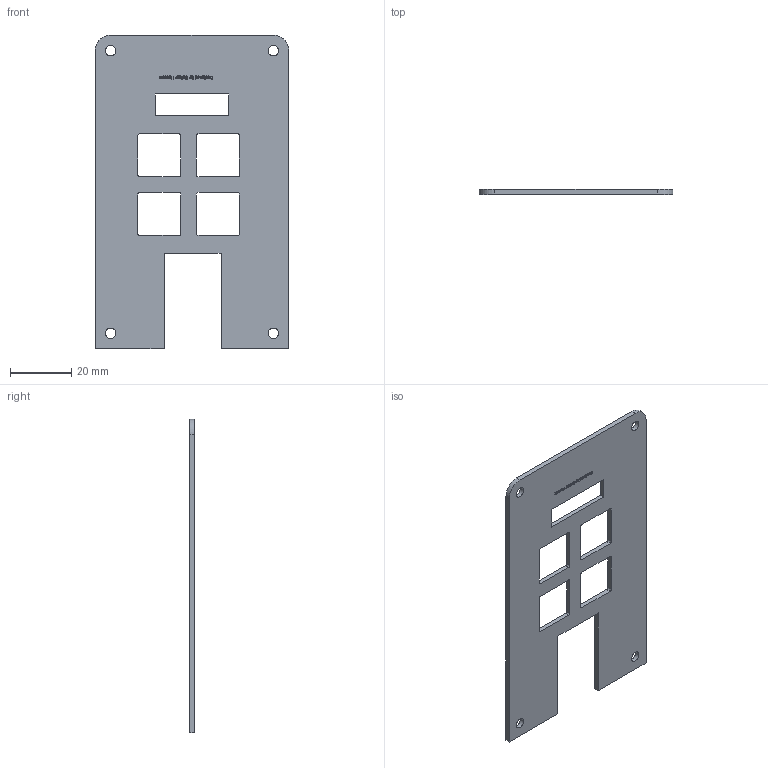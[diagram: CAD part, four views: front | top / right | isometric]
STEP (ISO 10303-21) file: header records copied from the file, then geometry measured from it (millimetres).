
FILE_DESCRIPTION(/* description */ (''),/* implementation_level */ '2;1');
FILE_NAME(/* name */ 'Top Case.step',/* time_stamp */ '2025-12-14T15:51:20+05:00',/* author */ (''),/* organization */ (''),/* preprocessor_version */ 'ST-DEVELOPER v20.1',/* originating_system */ 'Autodesk Translation Framework v14.21.0.0',/* authorisation */ '');
FILE_SCHEMA (('AUTOMOTIVE_DESIGN { 1 0 10303 214 3 1 1 }'));
Length unit declared in the file: millimetre
Products named in the file (1): 2025-12-13-20-19-40-704
Bounding box: 63 x 1.5 x 102 mm (x, y, z)
Volume: 7280.4 mm3; surface area: 10797.1 mm2
Topology: 1 solids, 1 shells, 611 faces, 1725 edges, 1150 vertices
Faces by surface type: bspline 412, plane 177, cylinder 22
Full cylindrical faces by diameter (mm): 3.4 x4
Entity records: 23572 total; most frequent: CARTESIAN_POINT 10491, ORIENTED_EDGE 3450, EDGE_CURVE 1725, DIRECTION 1345, VERTEX_POINT 1150, LINE 857, VECTOR 857, B_SPLINE_CURVE_WITH_KNOTS 824
